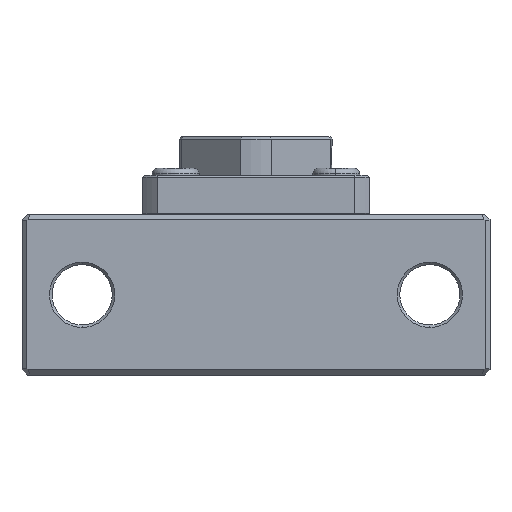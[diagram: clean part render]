
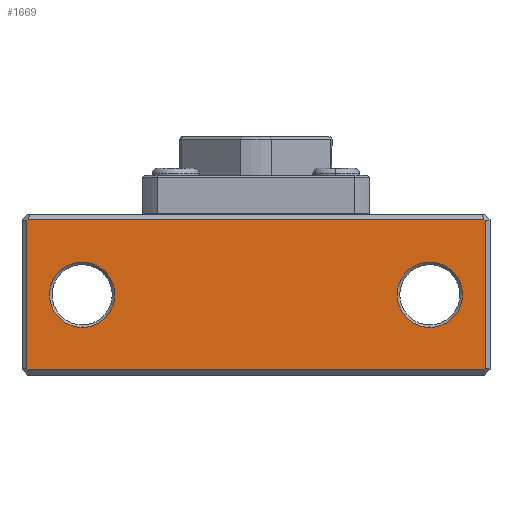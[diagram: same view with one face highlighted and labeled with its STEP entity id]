
A CAD part, front view. The second image highlights one B-rep face of the part: STEP entity #1669.
In plain terms, the highlighted planar face has unit normal (0, -1, 0).
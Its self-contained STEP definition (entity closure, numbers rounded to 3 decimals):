
#14 = CARTESIAN_POINT ( 'NONE',  ( 34.27, 0.12, 11.2 ) ) ;
#16 = CARTESIAN_POINT ( 'NONE',  ( 34.27, 0.12, 12.2 ) ) ;
#92 = VECTOR ( 'NONE', #149, 1000. ) ;
#146 = CARTESIAN_POINT ( 'NONE',  ( -34.27, 0.12, 11.2 ) ) ;
#149 = DIRECTION ( 'NONE',  ( -1., 0., 0. ) ) ;
#205 = VECTOR ( 'NONE', #1399, 1000. ) ;
#297 = LINE ( 'NONE', #7423, #6198 ) ;
#310 = VECTOR ( 'NONE', #3167, 1000. ) ;
#394 = LINE ( 'NONE', #4367, #205 ) ;
#438 = ORIENTED_EDGE ( 'NONE', *, *, #3343, .F. ) ;
#491 = CARTESIAN_POINT ( 'NONE',  ( -26., 0.12, 0.1 ) ) ;
#831 = ORIENTED_EDGE ( 'NONE', *, *, #5716, .F. ) ;
#856 = CARTESIAN_POINT ( 'NONE',  ( 34.27, 0.12, -11. ) ) ;
#941 = DIRECTION ( 'NONE',  ( 0., 0., -1. ) ) ;
#1103 = DIRECTION ( 'NONE',  ( 0., 0., -1. ) ) ;
#1121 = EDGE_CURVE ( 'NONE', #6972, #4913, #7396, .T. ) ;
#1160 = FACE_BOUND ( 'NONE', #1367, .T. ) ;
#1239 = DIRECTION ( 'NONE',  ( 0., 0., -1. ) ) ;
#1250 = DIRECTION ( 'NONE',  ( 0., -1., 0. ) ) ;
#1311 = DIRECTION ( 'NONE',  ( 0., 0., -1. ) ) ;
#1329 = CARTESIAN_POINT ( 'NONE',  ( 26., 0.12, 0.1 ) ) ;
#1366 = DIRECTION ( 'NONE',  ( 0., -1., 0. ) ) ;
#1367 = EDGE_LOOP ( 'NONE', ( #3441, #438 ) ) ;
#1384 = ORIENTED_EDGE ( 'NONE', *, *, #7537, .F. ) ;
#1399 = DIRECTION ( 'NONE',  ( -0.816, 0., -0.577 ) ) ;
#1504 = PLANE ( 'NONE',  #7080 ) ;
#1546 = CARTESIAN_POINT ( 'NONE',  ( -35., 0.12, -37.85 ) ) ;
#1624 = LINE ( 'NONE', #4760, #6133 ) ;
#1669 = ADVANCED_FACE ( 'NONE', ( #1160, #3961, #2369 ), #1504, .T. ) ;
#1755 = VERTEX_POINT ( 'NONE', #856 ) ;
#1836 = DIRECTION ( 'NONE',  ( 0., 0., 1. ) ) ;
#1939 = CARTESIAN_POINT ( 'NONE',  ( -34.27, 0.12, 12.2 ) ) ;
#1952 = VERTEX_POINT ( 'NONE', #1972 ) ;
#1972 = CARTESIAN_POINT ( 'NONE',  ( -26., 0.12, -4.78 ) ) ;
#2040 = ORIENTED_EDGE ( 'NONE', *, *, #3744, .F. ) ;
#2069 = VERTEX_POINT ( 'NONE', #6466 ) ;
#2176 = CARTESIAN_POINT ( 'NONE',  ( 26., 0.12, -4.78 ) ) ;
#2213 = ORIENTED_EDGE ( 'NONE', *, *, #6481, .F. ) ;
#2276 = VECTOR ( 'NONE', #3832, 1000. ) ;
#2369 = FACE_OUTER_BOUND ( 'NONE', #4744, .T. ) ;
#2397 = VERTEX_POINT ( 'NONE', #2810 ) ;
#2605 = ORIENTED_EDGE ( 'NONE', *, *, #4965, .F. ) ;
#2758 = VECTOR ( 'NONE', #1836, 1000. ) ;
#2810 = CARTESIAN_POINT ( 'NONE',  ( 26., 0.12, 4.98 ) ) ;
#2822 = VERTEX_POINT ( 'NONE', #5621 ) ;
#2931 = LINE ( 'NONE', #16, #7199 ) ;
#2980 = EDGE_CURVE ( 'NONE', #4913, #6900, #297, .T. ) ;
#3054 = DIRECTION ( 'NONE',  ( 0., 0., -1. ) ) ;
#3079 = DIRECTION ( 'NONE',  ( 0., -1., 0. ) ) ;
#3086 = AXIS2_PLACEMENT_3D ( 'NONE', #491, #4660, #1103 ) ;
#3100 = CARTESIAN_POINT ( 'NONE',  ( 26., 0.12, 0.1 ) ) ;
#3110 = CARTESIAN_POINT ( 'NONE',  ( 24.614, 0.12, 18.028 ) ) ;
#3139 = CARTESIAN_POINT ( 'NONE',  ( -35.15, 0.12, -11.12 ) ) ;
#3167 = DIRECTION ( 'NONE',  ( 0.816, 0., -0.577 ) ) ;
#3205 = CARTESIAN_POINT ( 'NONE',  ( -34.1, 0.12, 11.32 ) ) ;
#3294 = LINE ( 'NONE', #3139, #92 ) ;
#3343 = EDGE_CURVE ( 'NONE', #2822, #1952, #6911, .T. ) ;
#3348 = VERTEX_POINT ( 'NONE', #14 ) ;
#3419 = AXIS2_PLACEMENT_3D ( 'NONE', #1329, #1250, #941 ) ;
#3441 = ORIENTED_EDGE ( 'NONE', *, *, #6827, .F. ) ;
#3456 = CARTESIAN_POINT ( 'NONE',  ( -34.1, 0.12, -11.12 ) ) ;
#3493 = LINE ( 'NONE', #3110, #310 ) ;
#3522 = VERTEX_POINT ( 'NONE', #2176 ) ;
#3744 = EDGE_CURVE ( 'NONE', #3522, #2397, #5961, .T. ) ;
#3832 = DIRECTION ( 'NONE',  ( -0.816, 0., 0.577 ) ) ;
#3877 = LINE ( 'NONE', #4419, #2276 ) ;
#3961 = FACE_BOUND ( 'NONE', #4804, .T. ) ;
#3996 = AXIS2_PLACEMENT_3D ( 'NONE', #3100, #3079, #3054 ) ;
#4002 = VERTEX_POINT ( 'NONE', #6525 ) ;
#4367 = CARTESIAN_POINT ( 'NONE',  ( 24.614, 0.12, -17.828 ) ) ;
#4368 = ORIENTED_EDGE ( 'NONE', *, *, #1121, .F. ) ;
#4419 = CARTESIAN_POINT ( 'NONE',  ( -48.047, 0.12, -1.258 ) ) ;
#4660 = DIRECTION ( 'NONE',  ( 0., -1., 0. ) ) ;
#4744 = EDGE_LOOP ( 'NONE', ( #2213, #6877, #831, #2605, #7244, #4368, #1384, #7595 ) ) ;
#4760 = CARTESIAN_POINT ( 'NONE',  ( 35.15, 0.12, 11.32 ) ) ;
#4804 = EDGE_LOOP ( 'NONE', ( #2040, #6698 ) ) ;
#4913 = VERTEX_POINT ( 'NONE', #146 ) ;
#4965 = EDGE_CURVE ( 'NONE', #6900, #4002, #1624, .T. ) ;
#5621 = CARTESIAN_POINT ( 'NONE',  ( -26., 0.12, 4.98 ) ) ;
#5716 = EDGE_CURVE ( 'NONE', #4002, #3348, #3493, .T. ) ;
#5765 = EDGE_CURVE ( 'NONE', #2397, #3522, #7563, .T. ) ;
#5961 = CIRCLE ( 'NONE', #3996, 4.88 ) ;
#6133 = VECTOR ( 'NONE', #7544, 1000. ) ;
#6198 = VECTOR ( 'NONE', #7352, 1000. ) ;
#6343 = EDGE_CURVE ( 'NONE', #3348, #1755, #2931, .T. ) ;
#6466 = CARTESIAN_POINT ( 'NONE',  ( 34.1, 0.12, -11.12 ) ) ;
#6481 = EDGE_CURVE ( 'NONE', #1755, #2069, #394, .T. ) ;
#6525 = CARTESIAN_POINT ( 'NONE',  ( 34.1, 0.12, 11.32 ) ) ;
#6603 = AXIS2_PLACEMENT_3D ( 'NONE', #7600, #7578, #7553 ) ;
#6698 = ORIENTED_EDGE ( 'NONE', *, *, #5765, .F. ) ;
#6744 = CARTESIAN_POINT ( 'NONE',  ( -34.27, 0.12, -11. ) ) ;
#6798 = VERTEX_POINT ( 'NONE', #3456 ) ;
#6827 = EDGE_CURVE ( 'NONE', #1952, #2822, #7547, .T. ) ;
#6877 = ORIENTED_EDGE ( 'NONE', *, *, #6343, .F. ) ;
#6900 = VERTEX_POINT ( 'NONE', #3205 ) ;
#6911 = CIRCLE ( 'NONE', #6603, 4.88 ) ;
#6972 = VERTEX_POINT ( 'NONE', #6744 ) ;
#7080 = AXIS2_PLACEMENT_3D ( 'NONE', #1546, #1366, #1311 ) ;
#7199 = VECTOR ( 'NONE', #1239, 1000. ) ;
#7244 = ORIENTED_EDGE ( 'NONE', *, *, #2980, .F. ) ;
#7254 = EDGE_CURVE ( 'NONE', #2069, #6798, #3294, .T. ) ;
#7352 = DIRECTION ( 'NONE',  ( 0.816, 0., 0.577 ) ) ;
#7396 = LINE ( 'NONE', #1939, #2758 ) ;
#7423 = CARTESIAN_POINT ( 'NONE',  ( -48.047, 0.12, 1.458 ) ) ;
#7537 = EDGE_CURVE ( 'NONE', #6798, #6972, #3877, .T. ) ;
#7544 = DIRECTION ( 'NONE',  ( 1., 0., 0. ) ) ;
#7547 = CIRCLE ( 'NONE', #3086, 4.88 ) ;
#7553 = DIRECTION ( 'NONE',  ( 0., 0., -1. ) ) ;
#7563 = CIRCLE ( 'NONE', #3419, 4.88 ) ;
#7578 = DIRECTION ( 'NONE',  ( 0., -1., 0. ) ) ;
#7595 = ORIENTED_EDGE ( 'NONE', *, *, #7254, .F. ) ;
#7600 = CARTESIAN_POINT ( 'NONE',  ( -26., 0.12, 0.1 ) ) ;
